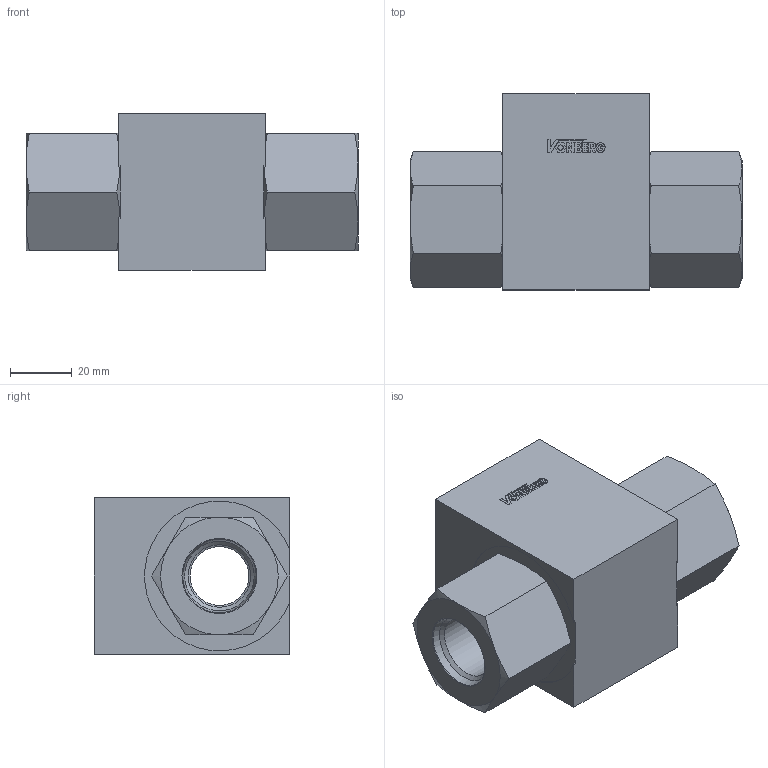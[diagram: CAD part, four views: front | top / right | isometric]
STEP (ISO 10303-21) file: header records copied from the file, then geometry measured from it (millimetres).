
FILE_DESCRIPTION((''),'2;1');
FILE_NAME('65135-10T.stp','2015-01-07T16:12:05',('jml'),(''),'Autodesk Inventor 2010','Autodesk Inventor 2010','');
FILE_SCHEMA(('AUTOMOTIVE_DESIGN { 1 0 10303 214 1 1 1 1 }'));
Length unit declared in the file: inch
Products named in the file (4): 65135-10T; 200019; 221711; 916 O-RING
Assembly tree (5 placements, depth 2):
  65135-10T
    200019
    221711  x2
    916 O-RING  x2
Bounding box: 107.57 x 63.5 x 50.8 mm (x, y, z)
Volume: 184567.4 mm3; surface area: 44901.4 mm2
Topology: 5 solids, 5 shells, 185 faces, 438 edges, 278 vertices
Faces by surface type: plane 107, cone 42, cylinder 29, torus 7
Full cylindrical faces by diameter (mm): 1.74 x1, 19.05 x2, 20.269 x3, 30.404 x2, 31.039 x2, 33.325 x2, 34.138 x1
Entity records: 4512 total; most frequent: CARTESIAN_POINT 824, DIRECTION 717, ORIENTED_EDGE 680, EDGE_CURVE 340, AXIS2_PLACEMENT_3D 242, VERTEX_POINT 233, VECTOR 233, LINE 233
